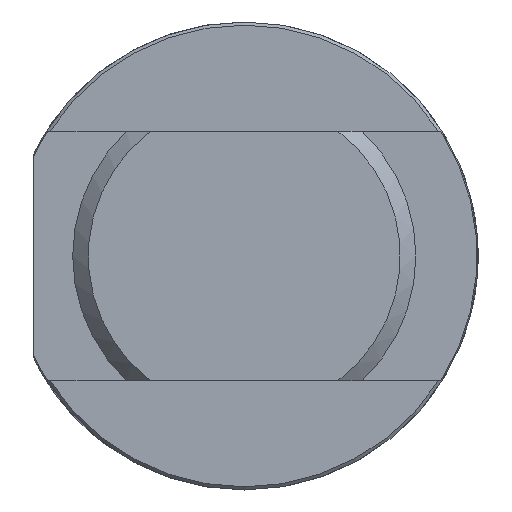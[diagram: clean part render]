
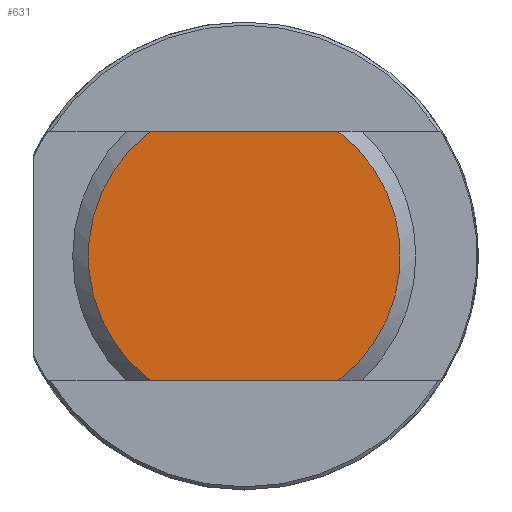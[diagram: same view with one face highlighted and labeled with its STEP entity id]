
A CAD part, left-side view. The second image highlights one B-rep face of the part: STEP entity #631.
In plain terms, the highlighted planar face has unit normal (-1, 0, 0).
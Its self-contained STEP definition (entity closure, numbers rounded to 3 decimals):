
#402 = CARTESIAN_POINT ( 'NONE',  ( 0., 6., 8. ) ) ;
#435 = CARTESIAN_POINT ( 'NONE',  ( 0., 6., -8. ) ) ;
#631 = ADVANCED_FACE ( 'NONE', ( #1622 ), #1227, .F. ) ;
#1137 = VERTEX_POINT ( 'NONE', #4593 ) ;
#1225 = CARTESIAN_POINT ( 'NONE',  ( 0., 0., 0. ) ) ;
#1227 = PLANE ( 'NONE',  #2795 ) ;
#1229 = DIRECTION ( 'NONE',  ( 0., 0., -1. ) ) ;
#1231 = DIRECTION ( 'NONE',  ( 1., 0., 0. ) ) ;
#1316 = VERTEX_POINT ( 'NONE', #4685 ) ;
#1574 = EDGE_LOOP ( 'NONE', ( #4341, #4340, #4339, #4220 ) ) ;
#1622 = FACE_OUTER_BOUND ( 'NONE', #1574, .T. ) ;
#2369 = LINE ( 'NONE', #4689, #2375 ) ;
#2375 = VECTOR ( 'NONE', #4792, 1000. ) ;
#2390 = LINE ( 'NONE', #4567, #2391 ) ;
#2391 = VECTOR ( 'NONE', #4548, 1000. ) ;
#2399 = CIRCLE ( 'NONE', #2960, 10. ) ;
#2425 = CIRCLE ( 'NONE', #2971, 10. ) ;
#2674 = EDGE_CURVE ( 'NONE', #1137, #3861, #2369, .T. ) ;
#2739 = EDGE_CURVE ( 'NONE', #3817, #1316, #2390, .T. ) ;
#2742 = EDGE_CURVE ( 'NONE', #3817, #3861, #2399, .T. ) ;
#2768 = EDGE_CURVE ( 'NONE', #1137, #1316, #2425, .T. ) ;
#2795 = AXIS2_PLACEMENT_3D ( 'NONE', #1225, #1231, #1229 ) ;
#2960 = AXIS2_PLACEMENT_3D ( 'NONE', #4736, #4691, #4819 ) ;
#2971 = AXIS2_PLACEMENT_3D ( 'NONE', #4687, #4541, #4584 ) ;
#3817 = VERTEX_POINT ( 'NONE', #402 ) ;
#3861 = VERTEX_POINT ( 'NONE', #435 ) ;
#4220 = ORIENTED_EDGE ( 'NONE', *, *, #2739, .F. ) ;
#4339 = ORIENTED_EDGE ( 'NONE', *, *, #2768, .T. ) ;
#4340 = ORIENTED_EDGE ( 'NONE', *, *, #2674, .F. ) ;
#4341 = ORIENTED_EDGE ( 'NONE', *, *, #2742, .T. ) ;
#4541 = DIRECTION ( 'NONE',  ( -1., 0., 0. ) ) ;
#4548 = DIRECTION ( 'NONE',  ( 0., -1., 0. ) ) ;
#4567 = CARTESIAN_POINT ( 'NONE',  ( 0., 12.75, 8. ) ) ;
#4584 = DIRECTION ( 'NONE',  ( 0., 0., -1. ) ) ;
#4593 = CARTESIAN_POINT ( 'NONE',  ( 0., -6., -8. ) ) ;
#4685 = CARTESIAN_POINT ( 'NONE',  ( 0., -6., 8. ) ) ;
#4687 = CARTESIAN_POINT ( 'NONE',  ( 0., 0., 0. ) ) ;
#4689 = CARTESIAN_POINT ( 'NONE',  ( 0., 12.75, -8. ) ) ;
#4691 = DIRECTION ( 'NONE',  ( -1., 0., 0. ) ) ;
#4736 = CARTESIAN_POINT ( 'NONE',  ( 0., 0., 0. ) ) ;
#4792 = DIRECTION ( 'NONE',  ( 0., 1., 0. ) ) ;
#4819 = DIRECTION ( 'NONE',  ( 0., 0., -1. ) ) ;
